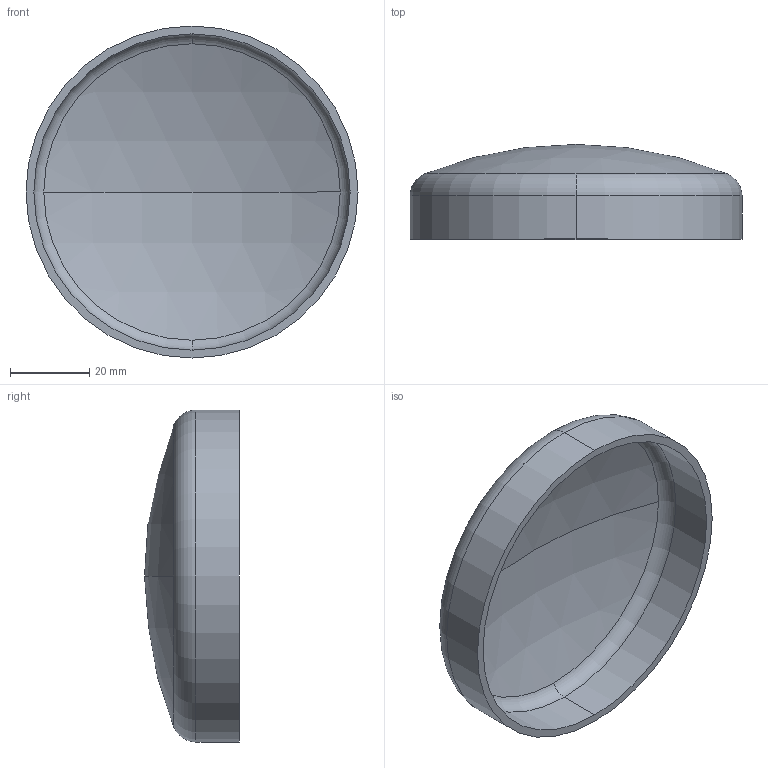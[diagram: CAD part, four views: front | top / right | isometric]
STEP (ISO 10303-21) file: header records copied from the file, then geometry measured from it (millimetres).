
FILE_DESCRIPTION (( 'STEP AP203' ), '1' );
FILE_NAME ('3D_R365_84x2_173371140_173373280.STEP', '2025-01-06T18:44:18', ( '' ), ( '' ), 'SwSTEP 2.0', 'SolidWorks 2023', '' );
FILE_SCHEMA (( 'CONFIG_CONTROL_DESIGN' ));
Length unit declared in the file: millimetre
Products named in the file (1): 3D_R365_84x2_173371140_173373280
Bounding box: 84 x 24 x 84 mm (x, y, z)
Volume: 18000.6 mm3; surface area: 18524.2 mm2
Topology: 1 solids, 1 shells, 13 faces, 28 edges, 18 vertices
Faces by surface type: cylinder 4, torus 4, sphere 4, plane 1
Entity records: 447 total; most frequent: DIRECTION 80, CARTESIAN_POINT 60, ORIENTED_EDGE 56, AXIS2_PLACEMENT_3D 38, EDGE_CURVE 28, CIRCLE 24, VERTEX_POINT 18, EDGE_LOOP 14
